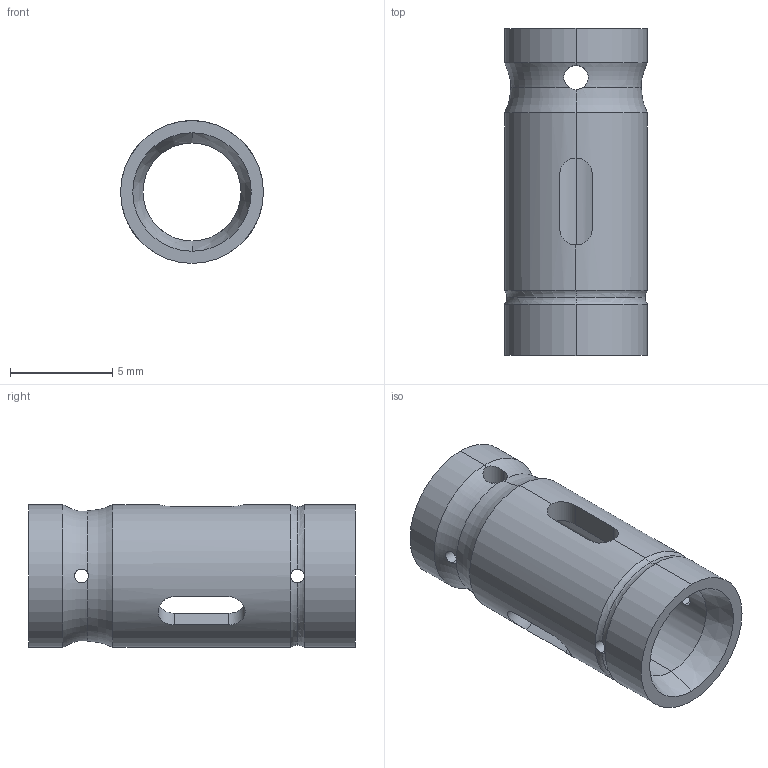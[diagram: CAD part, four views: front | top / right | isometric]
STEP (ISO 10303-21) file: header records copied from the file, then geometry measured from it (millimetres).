
FILE_DESCRIPTION (( 'STEP AP214' ), '1' );
FILE_NAME ('Part8_step.STEP', '2022-10-13T10:10:15', ( '' ), ( '' ), 'SwSTEP 2.0', 'SolidWorks 2022', '' );
FILE_SCHEMA (( 'AUTOMOTIVE_DESIGN' ));
Length unit declared in the file: millimetre
Products named in the file (1): Part8_step
Bounding box: 6.99 x 16 x 6.99 mm (x, y, z)
Volume: 283.5 mm3; surface area: 632.1 mm2
Topology: 1 solids, 1 shells, 46 faces, 150 edges, 96 vertices
Faces by surface type: cylinder 26, torus 10, plane 8, cone 2
Entity records: 2056 total; most frequent: CARTESIAN_POINT 769, ORIENTED_EDGE 300, DIRECTION 216, EDGE_CURVE 150, VERTEX_POINT 96, AXIS2_PLACEMENT_3D 83, B_SPLINE_CURVE_WITH_KNOTS 64, EDGE_LOOP 56
